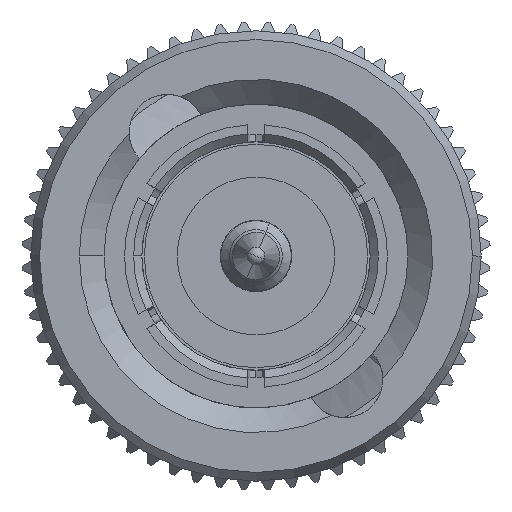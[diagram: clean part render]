
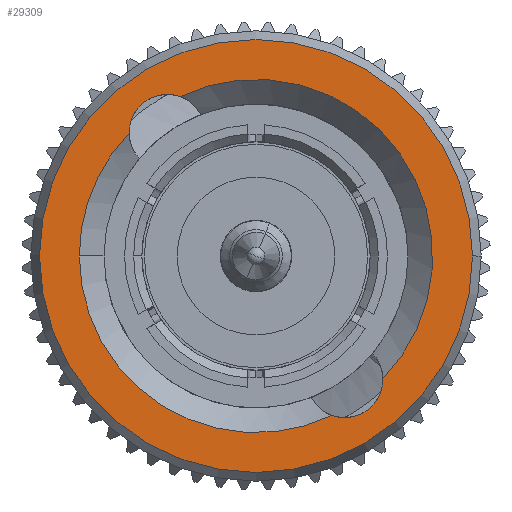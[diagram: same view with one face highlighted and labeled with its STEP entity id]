
A CAD part, left-side view. The second image highlights one B-rep face of the part: STEP entity #29309.
In plain terms, the highlighted planar face has unit normal (-1, 0, 0).
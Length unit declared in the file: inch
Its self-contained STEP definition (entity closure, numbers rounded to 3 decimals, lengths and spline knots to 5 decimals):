
#2604 = VERTEX_POINT ( 'NONE', #77850 ) ;
#2821 = VERTEX_POINT ( 'NONE', #43024 ) ;
#3869 = AXIS2_PLACEMENT_3D ( 'NONE', #124272, #39748, #65075 ) ;
#4356 = DIRECTION ( 'NONE',  ( 1., 0., 0. ) ) ;
#4708 = EDGE_CURVE ( 'NONE', #2604, #129879, #10924, .T. ) ;
#5467 = EDGE_LOOP ( 'NONE', ( #51905, #10430 ) ) ;
#6623 = AXIS2_PLACEMENT_3D ( 'NONE', #54221, #133486, #134252 ) ;
#8084 = ORIENTED_EDGE ( 'NONE', *, *, #136780, .T. ) ;
#10430 = ORIENTED_EDGE ( 'NONE', *, *, #42475, .T. ) ;
#10519 = DIRECTION ( 'NONE',  ( 0., 0., 1. ) ) ;
#10528 = EDGE_CURVE ( 'NONE', #60671, #2821, #101983, .T. ) ;
#10924 = CIRCLE ( 'NONE', #18271, 0.21494 ) ;
#12071 = EDGE_CURVE ( 'NONE', #152126, #141621, #70218, .T. ) ;
#12554 = FACE_OUTER_BOUND ( 'NONE', #5467, .T. ) ;
#12837 = CARTESIAN_POINT ( 'NONE',  ( 0.33873, 0., 0. ) ) ;
#17487 = EDGE_LOOP ( 'NONE', ( #148245, #132188, #68082, #8084, #41977, #74006, #23805 ) ) ;
#18155 = DIRECTION ( 'NONE',  ( 0., 0., 1. ) ) ;
#18271 = AXIS2_PLACEMENT_3D ( 'NONE', #12837, #58193, #105880 ) ;
#18930 = CIRCLE ( 'NONE', #6623, 0.26339 ) ;
#23805 = ORIENTED_EDGE ( 'NONE', *, *, #12071, .T. ) ;
#24595 = DIRECTION ( 'NONE',  ( 1., 0., 0. ) ) ;
#29128 = AXIS2_PLACEMENT_3D ( 'NONE', #45337, #24595, #127660 ) ;
#29309 = ADVANCED_FACE ( 'NONE', ( #97805, #12554 ), #141695, .F. ) ;
#29352 = AXIS2_PLACEMENT_3D ( 'NONE', #148165, #128925, #10519 ) ;
#36191 = AXIS2_PLACEMENT_3D ( 'NONE', #41966, #4356, #18155 ) ;
#36376 = CARTESIAN_POINT ( 'NONE',  ( 0.33873, 0., -0.26339 ) ) ;
#38167 = DIRECTION ( 'NONE',  ( 0., 0., -1. ) ) ;
#39748 = DIRECTION ( 'NONE',  ( 1., 0., 0. ) ) ;
#41966 = CARTESIAN_POINT ( 'NONE',  ( 0.33873, -0.15021, 0.10789 ) ) ;
#41977 = ORIENTED_EDGE ( 'NONE', *, *, #4708, .T. ) ;
#42475 = EDGE_CURVE ( 'NONE', #126949, #83179, #18930, .T. ) ;
#43022 = AXIS2_PLACEMENT_3D ( 'NONE', #145759, #87347, #38167 ) ;
#43024 = CARTESIAN_POINT ( 'NONE',  ( 0.33873, -0.14961, 0.15433 ) ) ;
#45337 = CARTESIAN_POINT ( 'NONE',  ( 0.33873, 0.15021, -0.10789 ) ) ;
#51905 = ORIENTED_EDGE ( 'NONE', *, *, #88197, .T. ) ;
#54221 = CARTESIAN_POINT ( 'NONE',  ( 0.33873, 0., 0. ) ) ;
#58193 = DIRECTION ( 'NONE',  ( 1., 0., 0. ) ) ;
#58406 = CARTESIAN_POINT ( 'NONE',  ( 0.33873, 0., 0. ) ) ;
#58827 = CIRCLE ( 'NONE', #98134, 0.21494 ) ;
#60671 = VERTEX_POINT ( 'NONE', #127507 ) ;
#63193 = DIRECTION ( 'NONE',  ( 0., 0., -1. ) ) ;
#65075 = DIRECTION ( 'NONE',  ( 0., 0., -1. ) ) ;
#65456 = EDGE_CURVE ( 'NONE', #141621, #60671, #58827, .T. ) ;
#67763 = CARTESIAN_POINT ( 'NONE',  ( 0.33873, 0., 0. ) ) ;
#68082 = ORIENTED_EDGE ( 'NONE', *, *, #150416, .T. ) ;
#70218 = CIRCLE ( 'NONE', #3869, 0.04645 ) ;
#71472 = VERTEX_POINT ( 'NONE', #87314 ) ;
#74006 = ORIENTED_EDGE ( 'NONE', *, *, #144971, .T. ) ;
#76913 = CARTESIAN_POINT ( 'NONE',  ( 0.33873, 0.15021, -0.15434 ) ) ;
#77850 = CARTESIAN_POINT ( 'NONE',  ( 0.33873, -0.19403, 0.09247 ) ) ;
#82599 = AXIS2_PLACEMENT_3D ( 'NONE', #58406, #113789, #103029 ) ;
#83179 = VERTEX_POINT ( 'NONE', #145762 ) ;
#87314 = CARTESIAN_POINT ( 'NONE',  ( 0.33873, -0.15021, 0.15434 ) ) ;
#87347 = DIRECTION ( 'NONE',  ( 1., 0., 0. ) ) ;
#88197 = EDGE_CURVE ( 'NONE', #83179, #126949, #148844, .T. ) ;
#88297 = CIRCLE ( 'NONE', #29352, 0.04645 ) ;
#97805 = FACE_BOUND ( 'NONE', #17487, .T. ) ;
#98134 = AXIS2_PLACEMENT_3D ( 'NONE', #67763, #136995, #138498 ) ;
#99385 = CARTESIAN_POINT ( 'NONE',  ( 0.33873, 0., 0.26339 ) ) ;
#101983 = CIRCLE ( 'NONE', #43022, 0.21494 ) ;
#103029 = DIRECTION ( 'NONE',  ( 0., 0., 1. ) ) ;
#104906 = CIRCLE ( 'NONE', #36191, 0.04645 ) ;
#105880 = DIRECTION ( 'NONE',  ( 0., 0., -1. ) ) ;
#110250 = AXIS2_PLACEMENT_3D ( 'NONE', #36376, #130187, #63193 ) ;
#113789 = DIRECTION ( 'NONE',  ( -1., 0., 0. ) ) ;
#124272 = CARTESIAN_POINT ( 'NONE',  ( 0.33873, 0.15021, -0.10789 ) ) ;
#126949 = VERTEX_POINT ( 'NONE', #99385 ) ;
#127507 = CARTESIAN_POINT ( 'NONE',  ( 0.33873, 0., 0.21494 ) ) ;
#127660 = DIRECTION ( 'NONE',  ( 0., 0., -1. ) ) ;
#128925 = DIRECTION ( 'NONE',  ( 1., 0., 0. ) ) ;
#129879 = VERTEX_POINT ( 'NONE', #134840 ) ;
#130187 = DIRECTION ( 'NONE',  ( 1., 0., 0. ) ) ;
#132188 = ORIENTED_EDGE ( 'NONE', *, *, #10528, .T. ) ;
#133486 = DIRECTION ( 'NONE',  ( -1., 0., 0. ) ) ;
#134252 = DIRECTION ( 'NONE',  ( 0., 0., 1. ) ) ;
#134840 = CARTESIAN_POINT ( 'NONE',  ( 0.33873, 0.14961, -0.15433 ) ) ;
#136780 = EDGE_CURVE ( 'NONE', #71472, #2604, #104906, .T. ) ;
#136995 = DIRECTION ( 'NONE',  ( 1., 0., 0. ) ) ;
#138498 = DIRECTION ( 'NONE',  ( 0., 0., -1. ) ) ;
#141621 = VERTEX_POINT ( 'NONE', #147093 ) ;
#141695 = PLANE ( 'NONE',  #110250 ) ;
#144971 = EDGE_CURVE ( 'NONE', #129879, #152126, #149443, .T. ) ;
#145759 = CARTESIAN_POINT ( 'NONE',  ( 0.33873, 0., 0. ) ) ;
#145762 = CARTESIAN_POINT ( 'NONE',  ( 0.33873, 0., -0.26339 ) ) ;
#147093 = CARTESIAN_POINT ( 'NONE',  ( 0.33873, 0.19403, -0.09247 ) ) ;
#148165 = CARTESIAN_POINT ( 'NONE',  ( 0.33873, -0.15021, 0.10789 ) ) ;
#148245 = ORIENTED_EDGE ( 'NONE', *, *, #65456, .T. ) ;
#148844 = CIRCLE ( 'NONE', #82599, 0.26339 ) ;
#149443 = CIRCLE ( 'NONE', #29128, 0.04645 ) ;
#150416 = EDGE_CURVE ( 'NONE', #2821, #71472, #88297, .T. ) ;
#152126 = VERTEX_POINT ( 'NONE', #76913 ) ;
